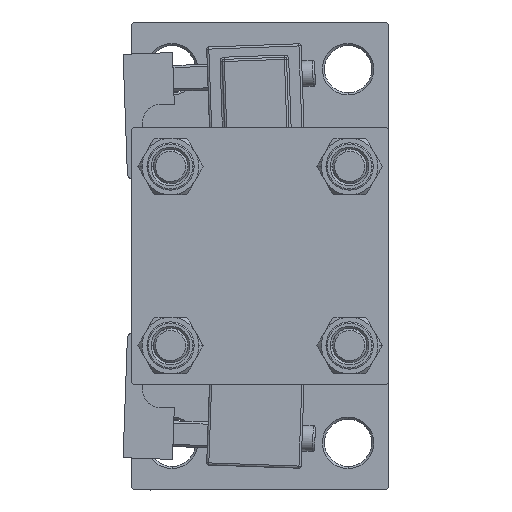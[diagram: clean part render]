
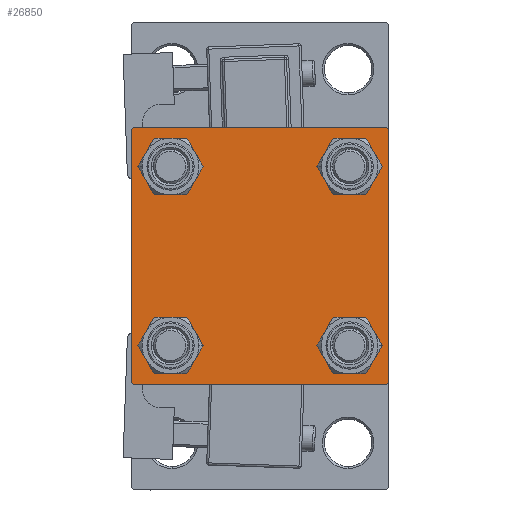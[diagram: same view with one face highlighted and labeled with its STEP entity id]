
A CAD part, left-side view. The second image highlights one B-rep face of the part: STEP entity #26850.
In plain terms, the highlighted planar face has unit normal (-1, 0, 0).
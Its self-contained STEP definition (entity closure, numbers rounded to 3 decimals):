
#804 = CARTESIAN_POINT ( 'NONE',  ( 0., -20.85, 20.85 ) ) ;
#1131 = CARTESIAN_POINT ( 'NONE',  ( 0., 30., 30. ) ) ;
#1163 = CIRCLE ( 'NONE', #14060, 4.5 ) ;
#1337 = EDGE_LOOP ( 'NONE', ( #1749, #43297 ) ) ;
#1749 = ORIENTED_EDGE ( 'NONE', *, *, #34894, .T. ) ;
#1754 = CARTESIAN_POINT ( 'NONE',  ( 0., 30., 30. ) ) ;
#2125 = CARTESIAN_POINT ( 'NONE',  ( 0., 30., -29.5 ) ) ;
#2826 = CARTESIAN_POINT ( 'NONE',  ( 0., -20.85, -20.85 ) ) ;
#2856 = DIRECTION ( 'NONE',  ( 0., 0., 1. ) ) ;
#3457 = AXIS2_PLACEMENT_3D ( 'NONE', #2826, #34771, #20389 ) ;
#3708 = DIRECTION ( 'NONE',  ( 0., 0., 1. ) ) ;
#3880 = CARTESIAN_POINT ( 'NONE',  ( 0., 20.85, -25.35 ) ) ;
#4034 = EDGE_CURVE ( 'NONE', #24620, #26003, #12561, .T. ) ;
#4576 = ORIENTED_EDGE ( 'NONE', *, *, #5253, .T. ) ;
#5135 = EDGE_CURVE ( 'NONE', #22664, #47150, #1163, .T. ) ;
#5253 = EDGE_CURVE ( 'NONE', #23595, #16060, #7932, .T. ) ;
#5656 = LINE ( 'NONE', #1131, #43793 ) ;
#5815 = CIRCLE ( 'NONE', #33995, 4.5 ) ;
#6008 = CARTESIAN_POINT ( 'NONE',  ( 0., -29.75, 29.75 ) ) ;
#6099 = VERTEX_POINT ( 'NONE', #42784 ) ;
#6692 = EDGE_LOOP ( 'NONE', ( #27520, #34000 ) ) ;
#7932 = LINE ( 'NONE', #19753, #26894 ) ;
#8466 = DIRECTION ( 'NONE',  ( -1., 0., 0. ) ) ;
#9672 = AXIS2_PLACEMENT_3D ( 'NONE', #13680, #29036, #44451 ) ;
#9727 = DIRECTION ( 'NONE',  ( 1., 0., 0. ) ) ;
#9805 = VERTEX_POINT ( 'NONE', #40871 ) ;
#11019 = CARTESIAN_POINT ( 'NONE',  ( 0., 29.75, -29.75 ) ) ;
#11902 = CARTESIAN_POINT ( 'NONE',  ( 0., -29.75, -29.75 ) ) ;
#11995 = CARTESIAN_POINT ( 'NONE',  ( 0., -20.85, -25.35 ) ) ;
#12063 = DIRECTION ( 'NONE',  ( 1., 0., 0. ) ) ;
#12388 = VECTOR ( 'NONE', #41286, 1000. ) ;
#12561 = LINE ( 'NONE', #6008, #47873 ) ;
#12680 = DIRECTION ( 'NONE',  ( 1., 0., 0. ) ) ;
#13090 = DIRECTION ( 'NONE',  ( 0., 0., -1. ) ) ;
#13109 = VERTEX_POINT ( 'NONE', #23794 ) ;
#13520 = EDGE_CURVE ( 'NONE', #19795, #13109, #46473, .T. ) ;
#13680 = CARTESIAN_POINT ( 'NONE',  ( 0., 20.85, -20.85 ) ) ;
#13932 = DIRECTION ( 'NONE',  ( 1., 0., 0. ) ) ;
#13991 = EDGE_CURVE ( 'NONE', #16060, #26002, #43869, .T. ) ;
#14060 = AXIS2_PLACEMENT_3D ( 'NONE', #19624, #12063, #44103 ) ;
#14159 = VECTOR ( 'NONE', #23981, 1000. ) ;
#14676 = EDGE_CURVE ( 'NONE', #46819, #19795, #25491, .T. ) ;
#15311 = CIRCLE ( 'NONE', #9672, 4.5 ) ;
#15313 = ORIENTED_EDGE ( 'NONE', *, *, #32280, .T. ) ;
#15702 = CARTESIAN_POINT ( 'NONE',  ( 0., -29.5, -30. ) ) ;
#15983 = DIRECTION ( 'NONE',  ( 0., 0.707, -0.707 ) ) ;
#16060 = VERTEX_POINT ( 'NONE', #22305 ) ;
#16173 = DIRECTION ( 'NONE',  ( 0., 0., 1. ) ) ;
#16495 = DIRECTION ( 'NONE',  ( 0., -1., 0. ) ) ;
#16551 = EDGE_LOOP ( 'NONE', ( #45179, #18407, #44614, #43320, #31917, #19884, #44208, #4576 ) ) ;
#17015 = CARTESIAN_POINT ( 'NONE',  ( 0., -20.85, 16.35 ) ) ;
#17210 = ORIENTED_EDGE ( 'NONE', *, *, #26422, .T. ) ;
#17219 = AXIS2_PLACEMENT_3D ( 'NONE', #804, #43662, #16173 ) ;
#18407 = ORIENTED_EDGE ( 'NONE', *, *, #34454, .T. ) ;
#19053 = LINE ( 'NONE', #11019, #12388 ) ;
#19298 = PLANE ( 'NONE',  #26555 ) ;
#19624 = CARTESIAN_POINT ( 'NONE',  ( 0., 20.85, 20.85 ) ) ;
#19753 = CARTESIAN_POINT ( 'NONE',  ( 0., 29.75, 29.75 ) ) ;
#19795 = VERTEX_POINT ( 'NONE', #15702 ) ;
#19884 = ORIENTED_EDGE ( 'NONE', *, *, #4034, .T. ) ;
#20389 = DIRECTION ( 'NONE',  ( 0., 0., 1. ) ) ;
#21044 = EDGE_CURVE ( 'NONE', #26120, #33020, #45053, .T. ) ;
#21953 = DIRECTION ( 'NONE',  ( 0., 0., -1. ) ) ;
#22305 = CARTESIAN_POINT ( 'NONE',  ( 0., 30., 29.5 ) ) ;
#22440 = CARTESIAN_POINT ( 'NONE',  ( 0., 20.85, 16.35 ) ) ;
#22464 = DIRECTION ( 'NONE',  ( 0., -1., 0. ) ) ;
#22664 = VERTEX_POINT ( 'NONE', #22440 ) ;
#23570 = FACE_BOUND ( 'NONE', #6692, .T. ) ;
#23595 = VERTEX_POINT ( 'NONE', #32796 ) ;
#23794 = CARTESIAN_POINT ( 'NONE',  ( 0., -30., -29.5 ) ) ;
#23981 = DIRECTION ( 'NONE',  ( 0., -0.707, 0.707 ) ) ;
#24266 = CARTESIAN_POINT ( 'NONE',  ( 0., 29.5, -30. ) ) ;
#24620 = VERTEX_POINT ( 'NONE', #28828 ) ;
#25265 = VECTOR ( 'NONE', #21953, 1000. ) ;
#25491 = LINE ( 'NONE', #45198, #27054 ) ;
#25708 = EDGE_CURVE ( 'NONE', #26263, #9805, #46678, .T. ) ;
#26002 = VERTEX_POINT ( 'NONE', #2125 ) ;
#26003 = VERTEX_POINT ( 'NONE', #40182 ) ;
#26120 = VERTEX_POINT ( 'NONE', #17015 ) ;
#26263 = VERTEX_POINT ( 'NONE', #3880 ) ;
#26422 = EDGE_CURVE ( 'NONE', #9805, #26263, #15311, .T. ) ;
#26555 = AXIS2_PLACEMENT_3D ( 'NONE', #38224, #8466, #3708 ) ;
#26725 = EDGE_CURVE ( 'NONE', #31802, #6099, #30588, .T. ) ;
#26850 = ADVANCED_FACE ( 'NONE', ( #31384, #27591, #42265, #23570, #38962 ), #19298, .T. ) ;
#26894 = VECTOR ( 'NONE', #15983, 1000. ) ;
#27054 = VECTOR ( 'NONE', #22464, 1000. ) ;
#27520 = ORIENTED_EDGE ( 'NONE', *, *, #31211, .T. ) ;
#27591 = FACE_BOUND ( 'NONE', #49720, .T. ) ;
#27605 = ORIENTED_EDGE ( 'NONE', *, *, #26725, .T. ) ;
#27764 = CARTESIAN_POINT ( 'NONE',  ( 0., -20.85, 25.35 ) ) ;
#28092 = DIRECTION ( 'NONE',  ( 0., 0., 1. ) ) ;
#28619 = VECTOR ( 'NONE', #13090, 1000. ) ;
#28828 = CARTESIAN_POINT ( 'NONE',  ( 0., -30., 29.5 ) ) ;
#28902 = AXIS2_PLACEMENT_3D ( 'NONE', #43513, #9727, #28092 ) ;
#29036 = DIRECTION ( 'NONE',  ( 1., 0., 0. ) ) ;
#29291 = CARTESIAN_POINT ( 'NONE',  ( 0., 20.85, -20.85 ) ) ;
#29784 = AXIS2_PLACEMENT_3D ( 'NONE', #29291, #13932, #33575 ) ;
#30588 = CIRCLE ( 'NONE', #36251, 4.5 ) ;
#31211 = EDGE_CURVE ( 'NONE', #47150, #22664, #5815, .T. ) ;
#31384 = FACE_BOUND ( 'NONE', #1337, .T. ) ;
#31802 = VERTEX_POINT ( 'NONE', #11995 ) ;
#31917 = ORIENTED_EDGE ( 'NONE', *, *, #34966, .F. ) ;
#32205 = DIRECTION ( 'NONE',  ( 0., 0.707, 0.707 ) ) ;
#32280 = EDGE_CURVE ( 'NONE', #6099, #31802, #49380, .T. ) ;
#32507 = CIRCLE ( 'NONE', #17219, 4.5 ) ;
#32796 = CARTESIAN_POINT ( 'NONE',  ( 0., 29.5, 30. ) ) ;
#33020 = VERTEX_POINT ( 'NONE', #27764 ) ;
#33306 = CARTESIAN_POINT ( 'NONE',  ( 0., -30., 30. ) ) ;
#33575 = DIRECTION ( 'NONE',  ( 0., 0., 1. ) ) ;
#33995 = AXIS2_PLACEMENT_3D ( 'NONE', #47250, #12680, #2856 ) ;
#34000 = ORIENTED_EDGE ( 'NONE', *, *, #5135, .T. ) ;
#34454 = EDGE_CURVE ( 'NONE', #26002, #46819, #19053, .T. ) ;
#34771 = DIRECTION ( 'NONE',  ( 1., 0., 0. ) ) ;
#34894 = EDGE_CURVE ( 'NONE', #33020, #26120, #32507, .T. ) ;
#34966 = EDGE_CURVE ( 'NONE', #24620, #13109, #40882, .T. ) ;
#35358 = EDGE_CURVE ( 'NONE', #23595, #26003, #5656, .T. ) ;
#36251 = AXIS2_PLACEMENT_3D ( 'NONE', #48194, #48451, #40848 ) ;
#38224 = CARTESIAN_POINT ( 'NONE',  ( 0., 0., 0. ) ) ;
#38962 = FACE_OUTER_BOUND ( 'NONE', #16551, .T. ) ;
#40182 = CARTESIAN_POINT ( 'NONE',  ( 0., -29.5, 30. ) ) ;
#40848 = DIRECTION ( 'NONE',  ( 0., 0., 1. ) ) ;
#40871 = CARTESIAN_POINT ( 'NONE',  ( 0., 20.85, -16.35 ) ) ;
#40882 = LINE ( 'NONE', #33306, #25265 ) ;
#41286 = DIRECTION ( 'NONE',  ( 0., -0.707, -0.707 ) ) ;
#41836 = ORIENTED_EDGE ( 'NONE', *, *, #25708, .T. ) ;
#42208 = EDGE_LOOP ( 'NONE', ( #17210, #41836 ) ) ;
#42265 = FACE_BOUND ( 'NONE', #42208, .T. ) ;
#42784 = CARTESIAN_POINT ( 'NONE',  ( 0., -20.85, -16.35 ) ) ;
#43297 = ORIENTED_EDGE ( 'NONE', *, *, #21044, .T. ) ;
#43320 = ORIENTED_EDGE ( 'NONE', *, *, #13520, .T. ) ;
#43513 = CARTESIAN_POINT ( 'NONE',  ( 0., -20.85, 20.85 ) ) ;
#43662 = DIRECTION ( 'NONE',  ( 1., 0., 0. ) ) ;
#43793 = VECTOR ( 'NONE', #16495, 1000. ) ;
#43869 = LINE ( 'NONE', #1754, #28619 ) ;
#44095 = CARTESIAN_POINT ( 'NONE',  ( 0., 20.85, 25.35 ) ) ;
#44103 = DIRECTION ( 'NONE',  ( 0., 0., 1. ) ) ;
#44208 = ORIENTED_EDGE ( 'NONE', *, *, #35358, .F. ) ;
#44451 = DIRECTION ( 'NONE',  ( 0., 0., 1. ) ) ;
#44614 = ORIENTED_EDGE ( 'NONE', *, *, #14676, .T. ) ;
#45053 = CIRCLE ( 'NONE', #28902, 4.5 ) ;
#45179 = ORIENTED_EDGE ( 'NONE', *, *, #13991, .T. ) ;
#45198 = CARTESIAN_POINT ( 'NONE',  ( 0., 30., -30. ) ) ;
#46473 = LINE ( 'NONE', #11902, #14159 ) ;
#46678 = CIRCLE ( 'NONE', #29784, 4.5 ) ;
#46819 = VERTEX_POINT ( 'NONE', #24266 ) ;
#47150 = VERTEX_POINT ( 'NONE', #44095 ) ;
#47250 = CARTESIAN_POINT ( 'NONE',  ( 0., 20.85, 20.85 ) ) ;
#47873 = VECTOR ( 'NONE', #32205, 1000. ) ;
#48194 = CARTESIAN_POINT ( 'NONE',  ( 0., -20.85, -20.85 ) ) ;
#48451 = DIRECTION ( 'NONE',  ( 1., 0., 0. ) ) ;
#49380 = CIRCLE ( 'NONE', #3457, 4.5 ) ;
#49720 = EDGE_LOOP ( 'NONE', ( #15313, #27605 ) ) ;
